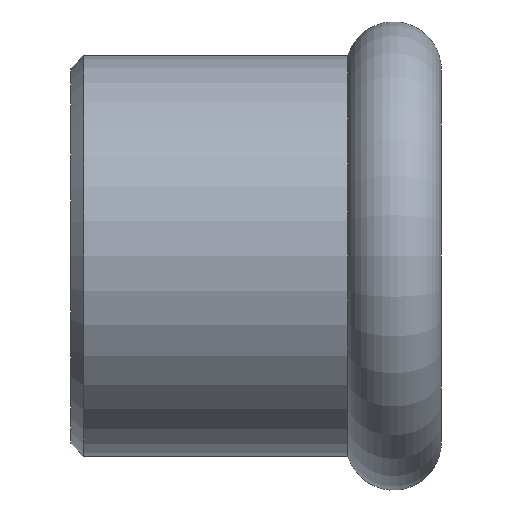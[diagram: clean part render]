
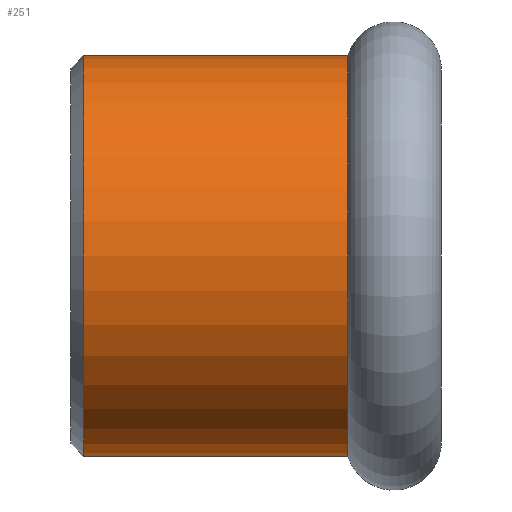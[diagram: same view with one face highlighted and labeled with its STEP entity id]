
A CAD part, left-side view. The second image highlights one B-rep face of the part: STEP entity #251.
In plain terms, the highlighted cylindrical face has radius 15.7 mm (diameter 31.4 mm), a full revolution.
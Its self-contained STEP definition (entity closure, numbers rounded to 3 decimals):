
#16=CYLINDRICAL_SURFACE('',#310,15.7);
#24=LINE('',#482,#31);
#31=VECTOR('',#397,15.7);
#47=FACE_OUTER_BOUND('',#61,.T.);
#61=EDGE_LOOP('',(#207,#208,#209,#210,#211,#212));
#66=CIRCLE('',#277,15.7);
#67=CIRCLE('',#278,15.7);
#89=CIRCLE('',#307,15.7);
#90=CIRCLE('',#308,15.7);
#97=VERTEX_POINT('',#422);
#98=VERTEX_POINT('',#423);
#117=VERTEX_POINT('',#475);
#118=VERTEX_POINT('',#477);
#123=EDGE_CURVE('',#97,#98,#66,.T.);
#124=EDGE_CURVE('',#98,#97,#67,.T.);
#150=EDGE_CURVE('',#117,#118,#89,.T.);
#151=EDGE_CURVE('',#118,#117,#90,.T.);
#152=EDGE_CURVE('',#118,#98,#24,.T.);
#207=ORIENTED_EDGE('',*,*,#150,.F.);
#208=ORIENTED_EDGE('',*,*,#151,.F.);
#209=ORIENTED_EDGE('',*,*,#152,.T.);
#210=ORIENTED_EDGE('',*,*,#124,.T.);
#211=ORIENTED_EDGE('',*,*,#123,.T.);
#212=ORIENTED_EDGE('',*,*,#152,.F.);
#251=ADVANCED_FACE('',(#47),#16,.T.);
#277=AXIS2_PLACEMENT_3D('',#424,#325,#326);
#278=AXIS2_PLACEMENT_3D('',#425,#327,#328);
#307=AXIS2_PLACEMENT_3D('',#478,#389,#390);
#308=AXIS2_PLACEMENT_3D('',#479,#391,#392);
#310=AXIS2_PLACEMENT_3D('',#481,#395,#396);
#325=DIRECTION('center_axis',(0.,1.,0.));
#326=DIRECTION('ref_axis',(0.,0.,1.));
#327=DIRECTION('center_axis',(0.,1.,0.));
#328=DIRECTION('ref_axis',(0.,0.,1.));
#389=DIRECTION('center_axis',(0.,1.,0.));
#390=DIRECTION('ref_axis',(0.,0.,-1.));
#391=DIRECTION('center_axis',(0.,1.,0.));
#392=DIRECTION('ref_axis',(0.,0.,-1.));
#395=DIRECTION('center_axis',(0.,1.,0.));
#396=DIRECTION('ref_axis',(0.,0.,1.));
#397=DIRECTION('',(0.,-1.,0.));
#422=CARTESIAN_POINT('',(0.,7.297,15.7));
#423=CARTESIAN_POINT('',(0.,7.297,-15.7));
#424=CARTESIAN_POINT('Origin',(0.,7.297,0.));
#425=CARTESIAN_POINT('Origin',(0.,7.297,0.));
#475=CARTESIAN_POINT('',(0.,28.,15.7));
#477=CARTESIAN_POINT('',(0.,28.,-15.7));
#478=CARTESIAN_POINT('Origin',(0.,28.,0.));
#479=CARTESIAN_POINT('Origin',(0.,28.,0.));
#481=CARTESIAN_POINT('Origin',(0.,15.149,0.));
#482=CARTESIAN_POINT('',(0.,15.149,-15.7));
